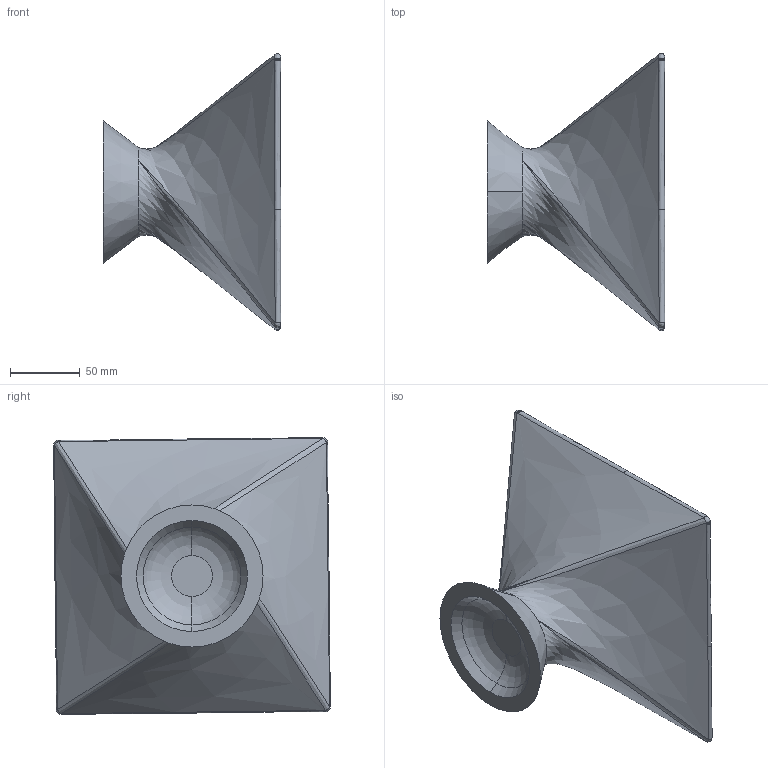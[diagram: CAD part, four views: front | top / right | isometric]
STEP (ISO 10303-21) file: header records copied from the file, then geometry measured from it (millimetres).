
FILE_DESCRIPTION (( 'STEP AP214' ), '1' );
FILE_NAME ('Twist Bowl.STEP', '2014-07-28T14:15:30', ( '' ), ( '' ), 'SwSTEP 2.0', 'SolidWorks 2014', '' );
FILE_SCHEMA (( 'AUTOMOTIVE_DESIGN' ));
Length unit declared in the file: inch
Products named in the file (1): Twist Bowl
Bounding box: 127 x 197.84 x 197.84 mm (x, y, z)
Volume: 608046.5 mm3; surface area: 125474.7 mm2
Topology: 1 solids, 1 shells, 69 faces, 152 edges, 82 vertices
Faces by surface type: bspline 52, plane 7, cone 4, sphere 4, torus 2
Entity records: 4868 total; most frequent: CARTESIAN_POINT 3704, ORIENTED_EDGE 296, EDGE_CURVE 148, DIRECTION 140, B_SPLINE_CURVE_WITH_KNOTS 94, VERTEX_POINT 82, EDGE_LOOP 70, FACE_OUTER_BOUND 69
